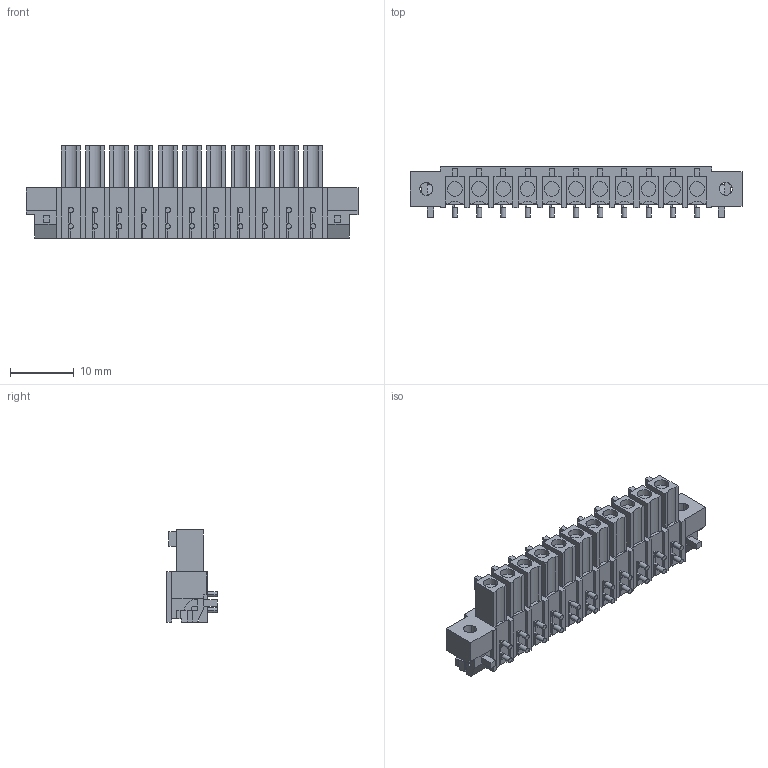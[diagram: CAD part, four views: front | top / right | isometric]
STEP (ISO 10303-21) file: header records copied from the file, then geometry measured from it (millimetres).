
FILE_DESCRIPTION(('CATIA V5 STEP Exchange'),'2;1');
FILE_NAME ('D1447088_0_1028830000_1028830000.stp','2016-12-08T12:12:39+00:00',('none'),('Weidmueller'),'CATIA Version 5-6 Release 2014','CATIA V5 STEP AP203','none');
FILE_SCHEMA(('CONFIG_CONTROL_DESIGN'));
Length unit declared in the file: millimetre
Products named in the file (1): 1028830000_S
Bounding box: 52.21 x 7.95 x 14.5 mm (x, y, z)
Volume: 2949.3 mm3; surface area: 3435 mm2
Topology: 14 solids, 14 shells, 757 faces, 1968 edges, 1292 vertices
Faces by surface type: plane 650, cylinder 107
Entity records: 20613 total; most frequent: ORIENTED_EDGE 3936, CARTESIAN_POINT 3835, DIRECTION 2574, EDGE_CURVE 1968, VECTOR 1643, LINE 1643, VERTEX_POINT 1292, EDGE_LOOP 818
